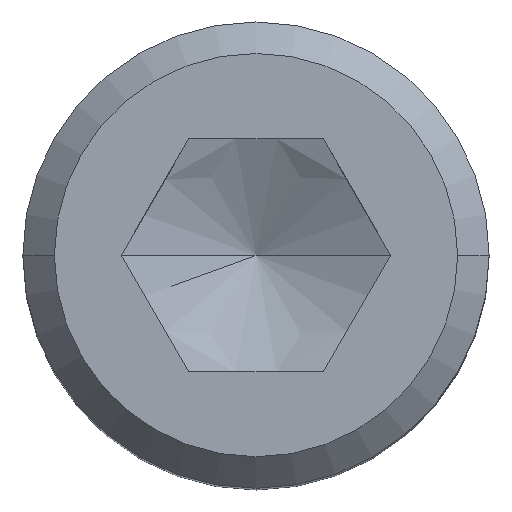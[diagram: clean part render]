
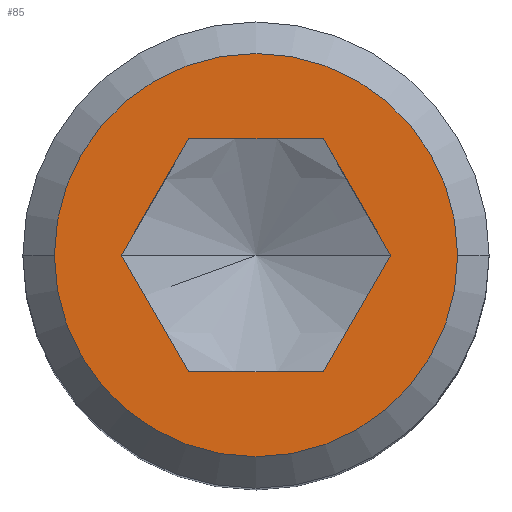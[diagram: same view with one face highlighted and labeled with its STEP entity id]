
A CAD part, top view. The second image highlights one B-rep face of the part: STEP entity #85.
In plain terms, the highlighted planar face has unit normal (0, 0, 1).
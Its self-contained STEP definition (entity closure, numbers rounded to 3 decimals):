
#85=ADVANCED_FACE('',(#162,#163),#164,.T.);
#162=FACE_BOUND('',#237,.T.);
#163=FACE_OUTER_BOUND('',#238,.T.);
#164=PLANE('',#239);
#237=EDGE_LOOP('',(#371,#372,#373,#374,#375,#376));
#238=EDGE_LOOP('',(#377,#378));
#239=AXIS2_PLACEMENT_3D('',#379,#380,#381);
#371=ORIENTED_EDGE('',*,*,#452,.T.);
#372=ORIENTED_EDGE('',*,*,#458,.T.);
#373=ORIENTED_EDGE('',*,*,#471,.T.);
#374=ORIENTED_EDGE('',*,*,#468,.T.);
#375=ORIENTED_EDGE('',*,*,#465,.T.);
#376=ORIENTED_EDGE('',*,*,#460,.T.);
#377=ORIENTED_EDGE('',*,*,#442,.F.);
#378=ORIENTED_EDGE('',*,*,#473,.F.);
#379=CARTESIAN_POINT('',(0.865,0.0,0.));
#380=DIRECTION('',(0.,0.0,1.0));
#381=DIRECTION('',(-1.0,0.0,0.));
#442=EDGE_CURVE('',#515,#517,#518,.T.);
#452=EDGE_CURVE('',#535,#533,#536,.T.);
#458=EDGE_CURVE('',#533,#542,#544,.T.);
#460=EDGE_CURVE('',#546,#535,#547,.T.);
#465=EDGE_CURVE('',#552,#546,#553,.T.);
#468=EDGE_CURVE('',#556,#552,#557,.T.);
#471=EDGE_CURVE('',#542,#556,#560,.T.);
#473=EDGE_CURVE('',#517,#515,#562,.T.);
#515=VERTEX_POINT('',#610);
#517=VERTEX_POINT('',#613);
#518=CIRCLE('',#614,1.729);
#533=VERTEX_POINT('',#659);
#535=VERTEX_POINT('',#662);
#536=LINE('',#663,#664);
#542=VERTEX_POINT('',#689);
#544=LINE('',#692,#693);
#546=VERTEX_POINT('',#695);
#547=LINE('',#696,#697);
#552=VERTEX_POINT('',#712);
#553=LINE('',#713,#714);
#556=VERTEX_POINT('',#718);
#557=LINE('',#719,#720);
#560=LINE('',#724,#725);
#562=CIRCLE('',#727,1.729);
#610=CARTESIAN_POINT('',(1.729,0.0,0.));
#613=CARTESIAN_POINT('',(-1.729,0.,0.));
#614=AXIS2_PLACEMENT_3D('',#766,#767,#768);
#659=CARTESIAN_POINT('',(-0.577,1.0,0.));
#662=CARTESIAN_POINT('',(-1.155,0.,0.));
#663=CARTESIAN_POINT('',(-0.758,0.687,0.));
#664=VECTOR('',#773,1.);
#689=CARTESIAN_POINT('',(0.577,1.0,0.));
#692=CARTESIAN_POINT('',(0.432,1.0,0.));
#693=VECTOR('',#776,1.0);
#695=CARTESIAN_POINT('',(-0.577,-1.0,0.));
#696=CARTESIAN_POINT('',(-0.758,-0.687,0.));
#697=VECTOR('',#777,1.);
#712=CARTESIAN_POINT('',(0.577,-1.0,0.));
#713=CARTESIAN_POINT('',(0.432,-1.0,0.));
#714=VECTOR('',#779,1.0);
#718=CARTESIAN_POINT('',(1.155,0.,0.));
#719=CARTESIAN_POINT('',(0.974,-0.313,0.));
#720=VECTOR('',#781,1.0);
#724=CARTESIAN_POINT('',(0.974,0.313,0.));
#725=VECTOR('',#783,1.);
#727=AXIS2_PLACEMENT_3D('',#784,#785,#786);
#766=CARTESIAN_POINT('',(0.0,0.0,0.0));
#767=DIRECTION('',(0.,0.0,-1.0));
#768=DIRECTION('',(1.0,0.0,0.));
#773=DIRECTION('',(0.5,0.866,0.));
#776=DIRECTION('',(1.0,0.0,0.));
#777=DIRECTION('',(-0.5,0.866,0.));
#779=DIRECTION('',(-1.0,-0.0,0.));
#781=DIRECTION('',(-0.5,-0.866,0.));
#783=DIRECTION('',(0.5,-0.866,0.));
#784=CARTESIAN_POINT('',(0.0,0.0,0.0));
#785=DIRECTION('',(0.,0.0,-1.0));
#786=DIRECTION('',(1.0,0.0,0.));
